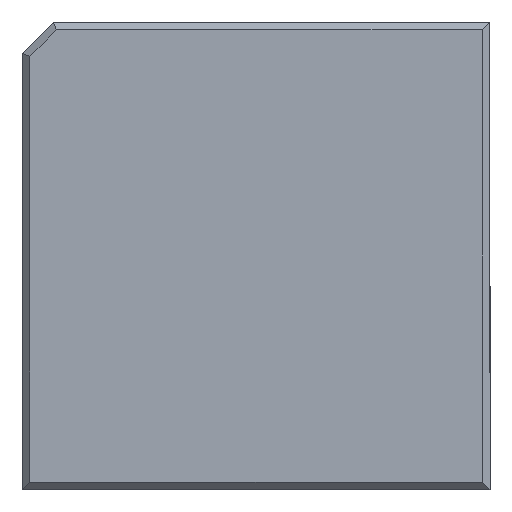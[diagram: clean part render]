
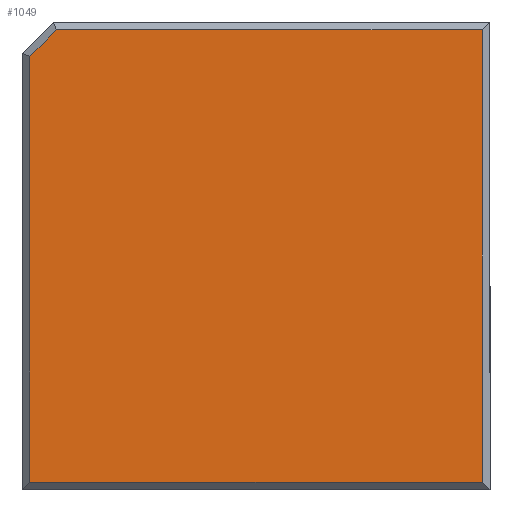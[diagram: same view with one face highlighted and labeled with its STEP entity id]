
A CAD part, front view. The second image highlights one B-rep face of the part: STEP entity #1049.
In plain terms, the highlighted planar face has unit normal (0, -1, 0).
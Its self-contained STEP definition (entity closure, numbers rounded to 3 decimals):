
#41=FACE_OUTER_BOUND('',#97,.T.);
#97=EDGE_LOOP('',(#775,#776,#777,#778,#779));
#189=LINE('',#1533,#335);
#195=LINE('',#1546,#341);
#197=LINE('',#1550,#343);
#201=LINE('',#1556,#347);
#202=LINE('',#1558,#348);
#335=VECTOR('',#1231,10.);
#341=VECTOR('',#1239,10.);
#343=VECTOR('',#1243,10.);
#347=VECTOR('',#1249,10.);
#348=VECTOR('',#1252,10.);
#475=VERTEX_POINT('',#1531);
#476=VERTEX_POINT('',#1532);
#481=VERTEX_POINT('',#1543);
#482=VERTEX_POINT('',#1545);
#483=VERTEX_POINT('',#1549);
#577=EDGE_CURVE('',#475,#476,#189,.T.);
#583=EDGE_CURVE('',#481,#482,#195,.T.);
#585=EDGE_CURVE('',#476,#483,#197,.T.);
#589=EDGE_CURVE('',#483,#481,#201,.T.);
#590=EDGE_CURVE('',#482,#475,#202,.T.);
#775=ORIENTED_EDGE('',*,*,#583,.F.);
#776=ORIENTED_EDGE('',*,*,#589,.F.);
#777=ORIENTED_EDGE('',*,*,#585,.F.);
#778=ORIENTED_EDGE('',*,*,#577,.F.);
#779=ORIENTED_EDGE('',*,*,#590,.F.);
#995=PLANE('',#1119);
#1049=ADVANCED_FACE('',(#41),#995,.F.);
#1119=AXIS2_PLACEMENT_3D('',#1580,#1271,#1272);
#1231=DIRECTION('',(-1.,0.,0.));
#1239=DIRECTION('',(1.,0.,0.));
#1243=DIRECTION('',(0.,0.,1.));
#1249=DIRECTION('',(0.707,0.,0.707));
#1252=DIRECTION('',(0.,0.,-1.));
#1271=DIRECTION('center_axis',(0.,1.,0.));
#1272=DIRECTION('ref_axis',(1.,0.,0.));
#1531=CARTESIAN_POINT('',(9.,0.5,-7.5));
#1532=CARTESIAN_POINT('',(-49.,0.5,-7.5));
#1533=CARTESIAN_POINT('',(5.594,0.5,-7.5));
#1543=CARTESIAN_POINT('',(-45.586,0.5,50.5));
#1545=CARTESIAN_POINT('',(9.,0.5,50.5));
#1546=CARTESIAN_POINT('',(5.594,0.5,50.5));
#1549=CARTESIAN_POINT('',(-49.,0.5,47.086));
#1550=CARTESIAN_POINT('',(-49.,0.5,-2.844));
#1556=CARTESIAN_POINT('',(-47.293,0.5,48.793));
#1558=CARTESIAN_POINT('',(9.,0.5,6.531));
#1580=CARTESIAN_POINT('Origin',(0.187,0.5,1.313));
